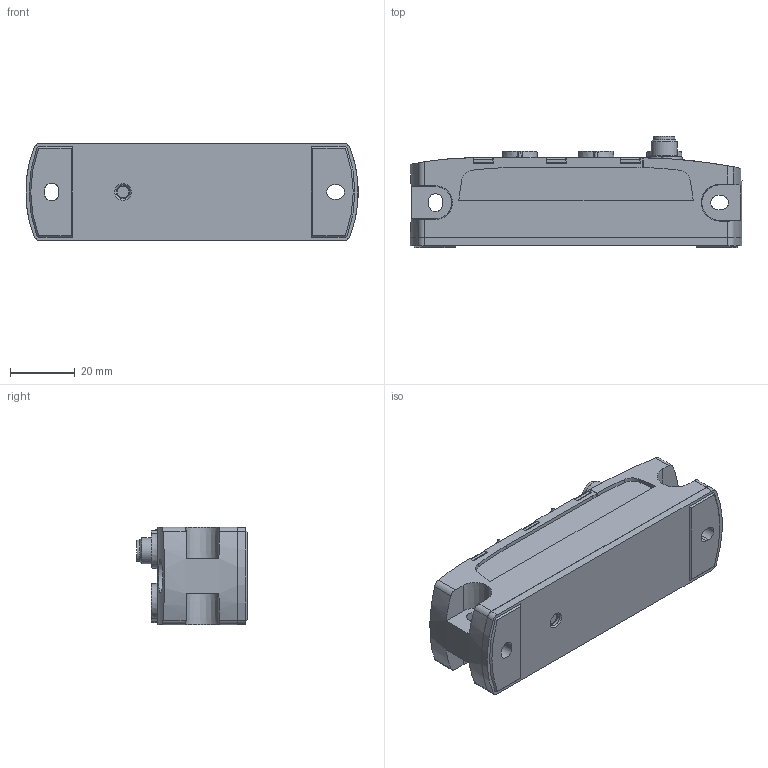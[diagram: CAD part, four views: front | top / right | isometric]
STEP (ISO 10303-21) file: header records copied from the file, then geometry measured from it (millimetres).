
FILE_DESCRIPTION(/* description */ ('STEP AP214'),/* implementation_level */ '2;1');
FILE_NAME(/* name */ '8086605_CPX-AP-I-4DI-M8-3P',/* time_stamp */ '2024-07-29T11:06:51+02:00',/* author */ ('License CC BY-ND 4.0'),/* organization */ ('CADENAS'),/* preprocessor_version */ 'ST-DEVELOPER v19.3',/* originating_system */ 'PARTsolutions',/* authorisation */ ' ');
FILE_SCHEMA (('AUTOMOTIVE_DESIGN {1 0 10303 214 3 1 1}'));
Length unit declared in the file: millimetre
Products named in the file (1): 8086605 CPX-AP-I-4DI-M8-3P---(high)
Bounding box: 102.3 x 34.2 x 30 mm (x, y, z)
Volume: 72451.3 mm3; surface area: 18034.9 mm2
Topology: 1 solids, 1 shells, 703 faces, 1793 edges, 1176 vertices
Faces by surface type: plane 434, cylinder 199, cone 60, torus 6, sphere 4
Full cylindrical faces by diameter (mm): 0.87 x4, 1 x4, 1.05 x12, 5.7 x4, 5.8 x1, 6.5 x1, 6.917 x5, 8 x1, 8.5 x4
Entity records: 25908 total; most frequent: CARTESIAN_POINT 3766, DIRECTION 3640, ORIENTED_EDGE 3418, EDGE_CURVE 1709, AXIS2_PLACEMENT_3D 1268, VERTEX_POINT 1175, LINE 1104, VECTOR 1104
